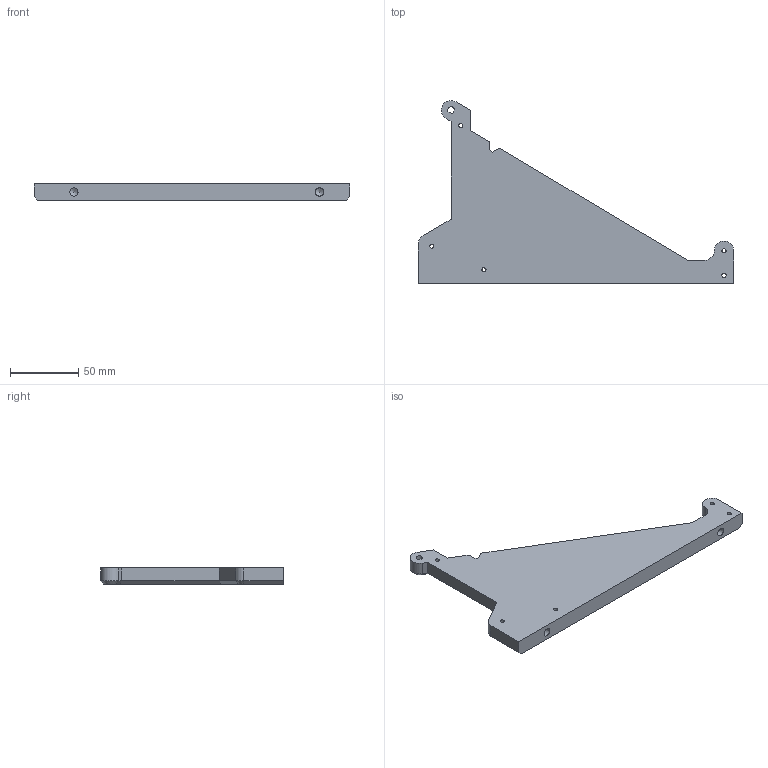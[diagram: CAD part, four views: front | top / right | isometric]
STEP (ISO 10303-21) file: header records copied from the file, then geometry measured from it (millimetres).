
FILE_DESCRIPTION(/* description */ (''),/* implementation_level */ '2;1');
FILE_NAME(/* name */ 'BR-06-backrailline.stp',/* time_stamp */ '2021-07-14T21:45:28+01:00',/* author */ ('hobly'),/* organization */ (''),/* preprocessor_version */ 'ST-DEVELOPER v18',/* originating_system */ 'Autodesk Inventor 2020',/* authorisation */ '');
FILE_SCHEMA (('AUTOMOTIVE_DESIGN { 1 0 10303 214 3 1 1 }'));
Length unit declared in the file: millimetre
Products named in the file (1): REARRAIL-V2
Bounding box: 230.53 x 133.67 x 12 mm (x, y, z)
Volume: 162932 mm3; surface area: 36105.2 mm2
Topology: 1 solids, 1 shells, 55 faces, 150 edges, 97 vertices
Faces by surface type: plane 31, cylinder 13, cone 11
Full cylindrical faces by diameter (mm): 3 x5, 6 x2
Entity records: 1796 total; most frequent: DIRECTION 309, CARTESIAN_POINT 301, ORIENTED_EDGE 296, EDGE_CURVE 148, AXIS2_PLACEMENT_3D 105, LINE 99, VECTOR 99, VERTEX_POINT 97
